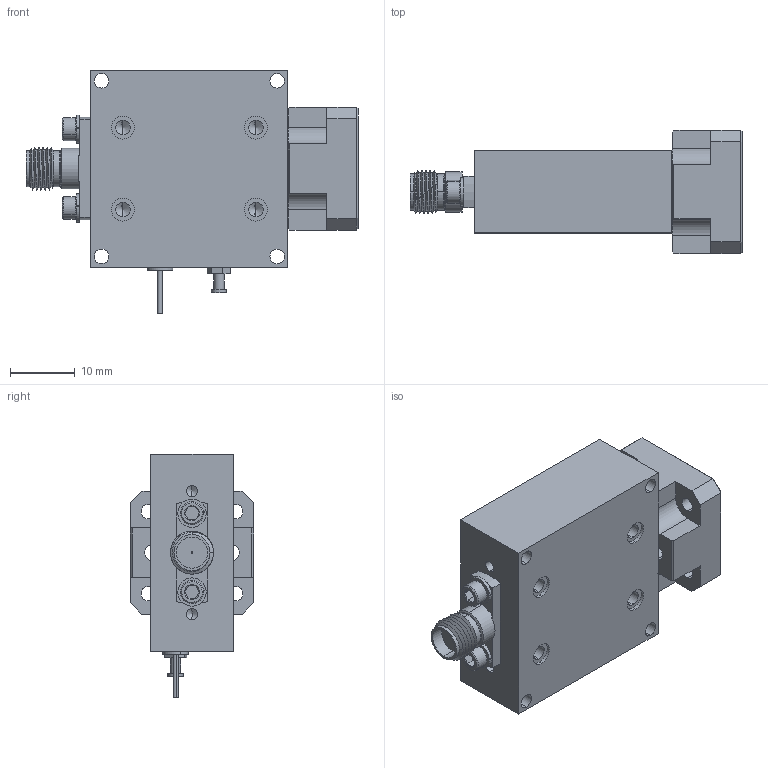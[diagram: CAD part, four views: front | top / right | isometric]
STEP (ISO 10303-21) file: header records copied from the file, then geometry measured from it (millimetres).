
FILE_DESCRIPTION (( 'STEP AP203' ), '1' );
FILE_NAME ('SBL-2733533530-KF28-E1.STEP', '2019-10-10T19:17:10', ( '' ), ( '' ), 'SwSTEP 2.0', 'SolidWorks 2016', '' );
FILE_SCHEMA (( 'CONFIG_CONTROL_DESIGN' ));
Length unit declared in the file: inch
Products named in the file (1): SBL-2733533530-KF28-E1
Bounding box: 51.36 x 19.05 x 37.72 mm (x, y, z)
Volume: 14473.7 mm3; surface area: 9223 mm2
Topology: 16 solids, 16 shells, 572 faces, 1376 edges, 842 vertices
Faces by surface type: cylinder 217, plane 217, cone 132, bspline 4, torus 2
Entity records: 17760 total; most frequent: CARTESIAN_POINT 4621, DIRECTION 2768, ORIENTED_EDGE 2648, EDGE_CURVE 1324, AXIS2_PLACEMENT_3D 1061, VERTEX_POINT 842, EDGE_LOOP 670, VECTOR 646
